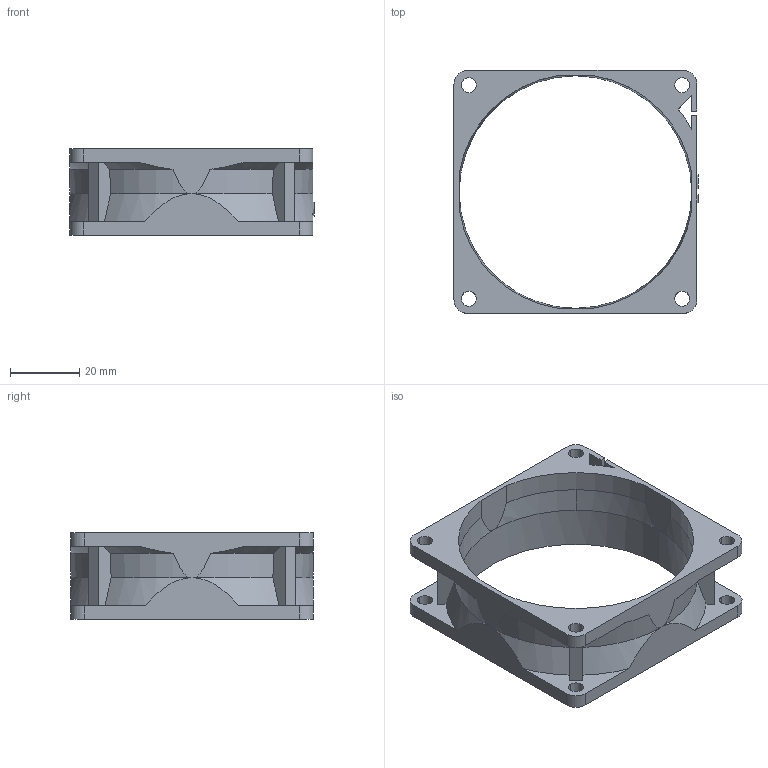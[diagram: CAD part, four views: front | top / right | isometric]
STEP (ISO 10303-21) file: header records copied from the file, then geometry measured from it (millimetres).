
FILE_DESCRIPTION (( 'STEP AP203' ), '1' );
FILE_NAME ('OD7025_m1_frame.stp', '2023-08-18T13:59:56', ( '' ), ( '' ), 'SwSTEP 2.0', 'SolidWorks 2018', '' );
FILE_SCHEMA (( 'CONFIG_CONTROL_DESIGN' ));
Length unit declared in the file: millimetre
Products named in the file (1): OD7025_m1_frame
Bounding box: 70.3 x 70 x 25 mm (x, y, z)
Volume: 18665.2 mm3; surface area: 16210.1 mm2
Topology: 1 solids, 1 shells, 133 faces, 381 edges, 252 vertices
Faces by surface type: plane 61, cylinder 43, cone 29
Entity records: 5068 total; most frequent: CARTESIAN_POINT 1484, ORIENTED_EDGE 762, DIRECTION 701, EDGE_CURVE 381, VERTEX_POINT 252, AXIS2_PLACEMENT_3D 247, VECTOR 207, LINE 207
